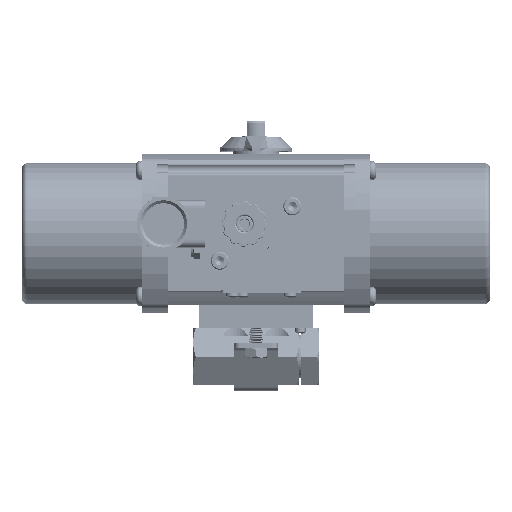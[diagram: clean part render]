
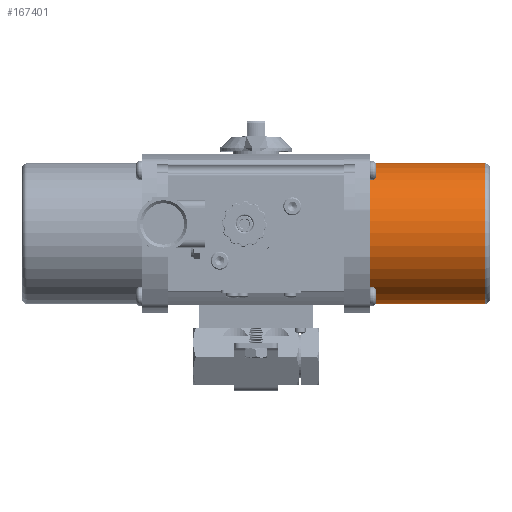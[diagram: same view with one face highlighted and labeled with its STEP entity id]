
A CAD part, top view. The second image highlights one B-rep face of the part: STEP entity #167401.
In plain terms, the highlighted cylindrical face has radius 30.963 mm (diameter 61.925 mm), a partial arc.
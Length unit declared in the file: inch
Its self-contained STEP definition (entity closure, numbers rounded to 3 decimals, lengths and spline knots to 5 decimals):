
#1020 = CARTESIAN_POINT ( 'NONE',  ( 1.8575, 0.917, 0. ) ) ;
#1528 = VECTOR ( 'NONE', #168146, 39.37008 ) ;
#6725 = AXIS2_PLACEMENT_3D ( 'NONE', #50180, #155555, #65369 ) ;
#12729 = VECTOR ( 'NONE', #119469, 39.37008 ) ;
#21995 = VERTEX_POINT ( 'NONE', #82222 ) ;
#26191 = CIRCLE ( 'NONE', #185636, 1.219 ) ;
#29286 = DIRECTION ( 'NONE',  ( -1., 0., 0. ) ) ;
#33399 = CIRCLE ( 'NONE', #6725, 1.219 ) ;
#36536 = AXIS2_PLACEMENT_3D ( 'NONE', #165568, #29286, #180709 ) ;
#41745 = LINE ( 'NONE', #152995, #1528 ) ;
#50180 = CARTESIAN_POINT ( 'NONE',  ( 1.8575, 2.136, 0. ) ) ;
#62038 = CARTESIAN_POINT ( 'NONE',  ( 3.9725, 2.136, 0. ) ) ;
#65369 = DIRECTION ( 'NONE',  ( 0., -1., 0. ) ) ;
#68340 = VERTEX_POINT ( 'NONE', #180843 ) ;
#77215 = DIRECTION ( 'NONE',  ( 0., -1., 0. ) ) ;
#78494 = EDGE_CURVE ( 'NONE', #21995, #68340, #26191, .T. ) ;
#82222 = CARTESIAN_POINT ( 'NONE',  ( 3.9725, 0.917, 0. ) ) ;
#85435 = VERTEX_POINT ( 'NONE', #174694 ) ;
#86950 = ORIENTED_EDGE ( 'NONE', *, *, #78494, .T. ) ;
#104972 = CARTESIAN_POINT ( 'NONE',  ( 1.7145, 3.355, 0. ) ) ;
#113486 = EDGE_CURVE ( 'NONE', #68340, #85435, #163594, .T. ) ;
#119469 = DIRECTION ( 'NONE',  ( -1., 0., 0. ) ) ;
#135314 = EDGE_CURVE ( 'NONE', #85435, #138238, #33399, .T. ) ;
#138238 = VERTEX_POINT ( 'NONE', #1020 ) ;
#143783 = EDGE_LOOP ( 'NONE', ( #178253, #86950, #168224, #189139 ) ) ;
#152995 = CARTESIAN_POINT ( 'NONE',  ( 1.7145, 0.917, 0. ) ) ;
#155555 = DIRECTION ( 'NONE',  ( 1., 0., 0. ) ) ;
#163594 = LINE ( 'NONE', #104972, #12729 ) ;
#165568 = CARTESIAN_POINT ( 'NONE',  ( 1.7145, 2.136, 0. ) ) ;
#167401 = ADVANCED_FACE ( 'NONE', ( #180884 ), #171469, .T. ) ;
#167409 = DIRECTION ( 'NONE',  ( -1., 0., 0. ) ) ;
#168146 = DIRECTION ( 'NONE',  ( -1., 0., 0. ) ) ;
#168224 = ORIENTED_EDGE ( 'NONE', *, *, #113486, .T. ) ;
#171469 = CYLINDRICAL_SURFACE ( 'NONE', #36536, 1.219 ) ;
#174694 = CARTESIAN_POINT ( 'NONE',  ( 1.8575, 3.355, 0. ) ) ;
#178253 = ORIENTED_EDGE ( 'NONE', *, *, #184006, .F. ) ;
#180709 = DIRECTION ( 'NONE',  ( 0., 1., 0. ) ) ;
#180843 = CARTESIAN_POINT ( 'NONE',  ( 3.9725, 3.355, 0. ) ) ;
#180884 = FACE_OUTER_BOUND ( 'NONE', #143783, .T. ) ;
#184006 = EDGE_CURVE ( 'NONE', #21995, #138238, #41745, .T. ) ;
#185636 = AXIS2_PLACEMENT_3D ( 'NONE', #62038, #167409, #77215 ) ;
#189139 = ORIENTED_EDGE ( 'NONE', *, *, #135314, .T. ) ;
